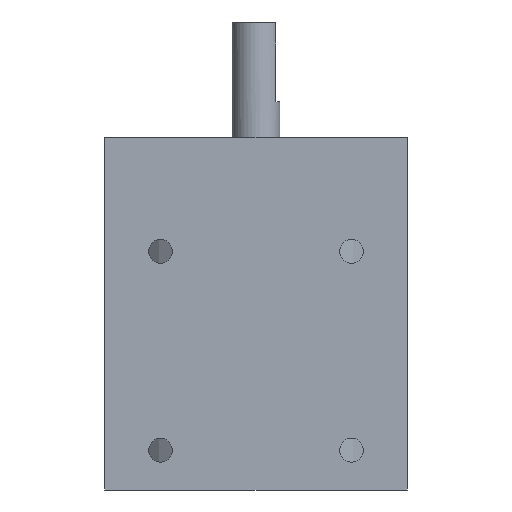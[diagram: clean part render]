
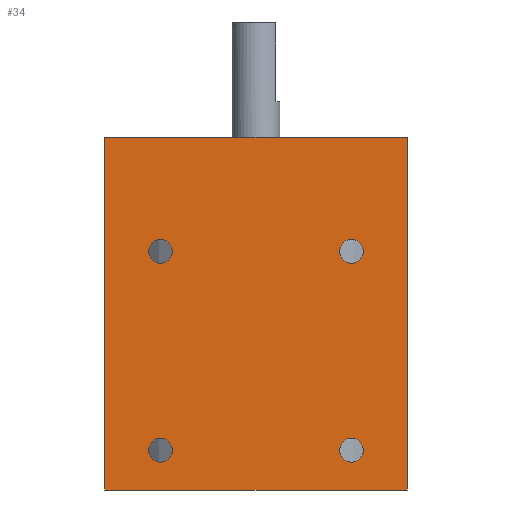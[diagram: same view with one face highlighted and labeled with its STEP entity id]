
A CAD part, front view. The second image highlights one B-rep face of the part: STEP entity #34.
In plain terms, the highlighted planar face has unit normal (0, -1, 0).
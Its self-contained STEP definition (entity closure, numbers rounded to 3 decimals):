
#34 = ADVANCED_FACE ( 'NONE', ( #3234, #604, #1018, #1291, #38 ), #2244, .F. ) ;
#35 = CARTESIAN_POINT ( 'NONE',  ( 19., -27.073, -36.306 ) ) ;
#38 = FACE_OUTER_BOUND ( 'NONE', #438, .T. ) ;
#60 = DIRECTION ( 'NONE',  ( 0., 0., 1. ) ) ;
#73 = DIRECTION ( 'NONE',  ( 0., 1., 0. ) ) ;
#74 = CARTESIAN_POINT ( 'NONE',  ( -12., -27.073, -6.306 ) ) ;
#79 = ORIENTED_EDGE ( 'NONE', *, *, #3139, .T. ) ;
#106 = VERTEX_POINT ( 'NONE', #2279 ) ;
#160 = CARTESIAN_POINT ( 'NONE',  ( 12., -27.073, -32.806 ) ) ;
#169 = EDGE_CURVE ( 'NONE', #2502, #106, #2141, .T. ) ;
#172 = CARTESIAN_POINT ( 'NONE',  ( 19., -27.073, 8. ) ) ;
#226 = VECTOR ( 'NONE', #2175, 1000. ) ;
#262 = CIRCLE ( 'NONE', #1773, 1.5 ) ;
#280 = CARTESIAN_POINT ( 'NONE',  ( 12., -27.073, -6.306 ) ) ;
#326 = VERTEX_POINT ( 'NONE', #2952 ) ;
#332 = DIRECTION ( 'NONE',  ( 0., 0., 1. ) ) ;
#338 = EDGE_LOOP ( 'NONE', ( #1789, #902 ) ) ;
#345 = CARTESIAN_POINT ( 'NONE',  ( -12., -27.073, -32.806 ) ) ;
#435 = VECTOR ( 'NONE', #1673, 1000. ) ;
#438 = EDGE_LOOP ( 'NONE', ( #2220, #3011, #79, #2305 ) ) ;
#496 = CARTESIAN_POINT ( 'NONE',  ( 0., -27.073, 0. ) ) ;
#519 = DIRECTION ( 'NONE',  ( 0., 1., 0. ) ) ;
#528 = CIRCLE ( 'NONE', #2721, 1.5 ) ;
#530 = CARTESIAN_POINT ( 'NONE',  ( -19., -27.073, 8. ) ) ;
#546 = LINE ( 'NONE', #530, #1870 ) ;
#584 = ORIENTED_EDGE ( 'NONE', *, *, #2771, .T. ) ;
#585 = DIRECTION ( 'NONE',  ( 0., 0., 1. ) ) ;
#589 = VERTEX_POINT ( 'NONE', #160 ) ;
#604 = FACE_BOUND ( 'NONE', #1156, .T. ) ;
#683 = LINE ( 'NONE', #3242, #435 ) ;
#694 = DIRECTION ( 'NONE',  ( 0., 0., 1. ) ) ;
#741 = ORIENTED_EDGE ( 'NONE', *, *, #2696, .T. ) ;
#759 = CARTESIAN_POINT ( 'NONE',  ( -12., -27.073, -31.306 ) ) ;
#776 = AXIS2_PLACEMENT_3D ( 'NONE', #74, #2058, #2822 ) ;
#811 = EDGE_CURVE ( 'NONE', #1688, #1776, #683, .T. ) ;
#827 = CARTESIAN_POINT ( 'NONE',  ( -12., -27.073, -6.306 ) ) ;
#902 = ORIENTED_EDGE ( 'NONE', *, *, #3115, .T. ) ;
#927 = AXIS2_PLACEMENT_3D ( 'NONE', #2028, #519, #332 ) ;
#942 = EDGE_LOOP ( 'NONE', ( #2856, #3094 ) ) ;
#954 = DIRECTION ( 'NONE',  ( 0., 1., 0. ) ) ;
#979 = CIRCLE ( 'NONE', #1551, 1.5 ) ;
#1011 = EDGE_CURVE ( 'NONE', #326, #2799, #262, .T. ) ;
#1018 = FACE_BOUND ( 'NONE', #338, .T. ) ;
#1033 = DIRECTION ( 'NONE',  ( 0., 0., 1. ) ) ;
#1037 = CARTESIAN_POINT ( 'NONE',  ( -12., -27.073, -29.806 ) ) ;
#1079 = CARTESIAN_POINT ( 'NONE',  ( 12., -27.073, -7.806 ) ) ;
#1087 = EDGE_CURVE ( 'NONE', #1776, #2502, #2361, .T. ) ;
#1156 = EDGE_LOOP ( 'NONE', ( #584, #3171 ) ) ;
#1291 = FACE_BOUND ( 'NONE', #942, .T. ) ;
#1343 = EDGE_CURVE ( 'NONE', #1443, #2927, #528, .T. ) ;
#1425 = CARTESIAN_POINT ( 'NONE',  ( 12., -27.073, -31.306 ) ) ;
#1435 = CARTESIAN_POINT ( 'NONE',  ( -19., -27.073, -36.306 ) ) ;
#1443 = VERTEX_POINT ( 'NONE', #1037 ) ;
#1484 = DIRECTION ( 'NONE',  ( 0., 0., 1. ) ) ;
#1516 = DIRECTION ( 'NONE',  ( 0., 0., -1. ) ) ;
#1551 = AXIS2_PLACEMENT_3D ( 'NONE', #1425, #954, #694 ) ;
#1575 = DIRECTION ( 'NONE',  ( 0., 1., 0. ) ) ;
#1607 = VERTEX_POINT ( 'NONE', #1939 ) ;
#1634 = CARTESIAN_POINT ( 'NONE',  ( -12., -27.073, -4.806 ) ) ;
#1637 = DIRECTION ( 'NONE',  ( 0., 0., 1. ) ) ;
#1673 = DIRECTION ( 'NONE',  ( 1., 0., 0. ) ) ;
#1688 = VERTEX_POINT ( 'NONE', #1435 ) ;
#1745 = DIRECTION ( 'NONE',  ( 0., 0., 1. ) ) ;
#1773 = AXIS2_PLACEMENT_3D ( 'NONE', #827, #2825, #585 ) ;
#1776 = VERTEX_POINT ( 'NONE', #35 ) ;
#1784 = DIRECTION ( 'NONE',  ( 0., 0., 1. ) ) ;
#1789 = ORIENTED_EDGE ( 'NONE', *, *, #1343, .T. ) ;
#1803 = EDGE_CURVE ( 'NONE', #1942, #1607, #2534, .T. ) ;
#1870 = VECTOR ( 'NONE', #1516, 1000. ) ;
#1913 = CIRCLE ( 'NONE', #927, 1.5 ) ;
#1939 = CARTESIAN_POINT ( 'NONE',  ( 12., -27.073, -4.806 ) ) ;
#1942 = VERTEX_POINT ( 'NONE', #1079 ) ;
#2006 = CARTESIAN_POINT ( 'NONE',  ( 12., -27.073, -6.306 ) ) ;
#2028 = CARTESIAN_POINT ( 'NONE',  ( 12., -27.073, -31.306 ) ) ;
#2039 = DIRECTION ( 'NONE',  ( 0., 1., 0. ) ) ;
#2058 = DIRECTION ( 'NONE',  ( 0., 1., 0. ) ) ;
#2130 = CIRCLE ( 'NONE', #2496, 1.5 ) ;
#2141 = LINE ( 'NONE', #3149, #226 ) ;
#2175 = DIRECTION ( 'NONE',  ( -1., 0., 0. ) ) ;
#2220 = ORIENTED_EDGE ( 'NONE', *, *, #1087, .T. ) ;
#2244 = PLANE ( 'NONE',  #2581 ) ;
#2274 = ORIENTED_EDGE ( 'NONE', *, *, #1803, .T. ) ;
#2279 = CARTESIAN_POINT ( 'NONE',  ( -19., -27.073, 8. ) ) ;
#2305 = ORIENTED_EDGE ( 'NONE', *, *, #811, .T. ) ;
#2329 = AXIS2_PLACEMENT_3D ( 'NONE', #280, #2500, #1745 ) ;
#2361 = LINE ( 'NONE', #2593, #2829 ) ;
#2427 = EDGE_LOOP ( 'NONE', ( #741, #2274 ) ) ;
#2496 = AXIS2_PLACEMENT_3D ( 'NONE', #2786, #2039, #1033 ) ;
#2500 = DIRECTION ( 'NONE',  ( 0., 1., 0. ) ) ;
#2502 = VERTEX_POINT ( 'NONE', #172 ) ;
#2534 = CIRCLE ( 'NONE', #2329, 1.5 ) ;
#2568 = EDGE_CURVE ( 'NONE', #2919, #589, #979, .T. ) ;
#2581 = AXIS2_PLACEMENT_3D ( 'NONE', #496, #3098, #1484 ) ;
#2589 = CARTESIAN_POINT ( 'NONE',  ( 12., -27.073, -29.806 ) ) ;
#2593 = CARTESIAN_POINT ( 'NONE',  ( 19., -27.073, 8. ) ) ;
#2604 = CIRCLE ( 'NONE', #776, 1.5 ) ;
#2689 = EDGE_CURVE ( 'NONE', #589, #2919, #1913, .T. ) ;
#2696 = EDGE_CURVE ( 'NONE', #1607, #1942, #2709, .T. ) ;
#2709 = CIRCLE ( 'NONE', #2759, 1.5 ) ;
#2721 = AXIS2_PLACEMENT_3D ( 'NONE', #759, #73, #1784 ) ;
#2759 = AXIS2_PLACEMENT_3D ( 'NONE', #2006, #1575, #60 ) ;
#2771 = EDGE_CURVE ( 'NONE', #2799, #326, #2604, .T. ) ;
#2786 = CARTESIAN_POINT ( 'NONE',  ( -12., -27.073, -31.306 ) ) ;
#2799 = VERTEX_POINT ( 'NONE', #1634 ) ;
#2822 = DIRECTION ( 'NONE',  ( 0., 0., 1. ) ) ;
#2825 = DIRECTION ( 'NONE',  ( 0., 1., 0. ) ) ;
#2829 = VECTOR ( 'NONE', #1637, 1000. ) ;
#2856 = ORIENTED_EDGE ( 'NONE', *, *, #2568, .T. ) ;
#2919 = VERTEX_POINT ( 'NONE', #2589 ) ;
#2927 = VERTEX_POINT ( 'NONE', #345 ) ;
#2952 = CARTESIAN_POINT ( 'NONE',  ( -12., -27.073, -7.806 ) ) ;
#3011 = ORIENTED_EDGE ( 'NONE', *, *, #169, .T. ) ;
#3094 = ORIENTED_EDGE ( 'NONE', *, *, #2689, .T. ) ;
#3098 = DIRECTION ( 'NONE',  ( 0., 1., 0. ) ) ;
#3115 = EDGE_CURVE ( 'NONE', #2927, #1443, #2130, .T. ) ;
#3139 = EDGE_CURVE ( 'NONE', #106, #1688, #546, .T. ) ;
#3149 = CARTESIAN_POINT ( 'NONE',  ( 19., -27.073, 8. ) ) ;
#3171 = ORIENTED_EDGE ( 'NONE', *, *, #1011, .T. ) ;
#3234 = FACE_BOUND ( 'NONE', #2427, .T. ) ;
#3242 = CARTESIAN_POINT ( 'NONE',  ( 19., -27.073, -36.306 ) ) ;
